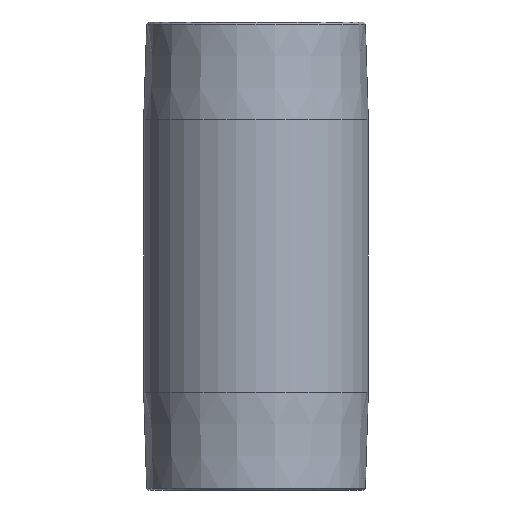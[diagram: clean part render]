
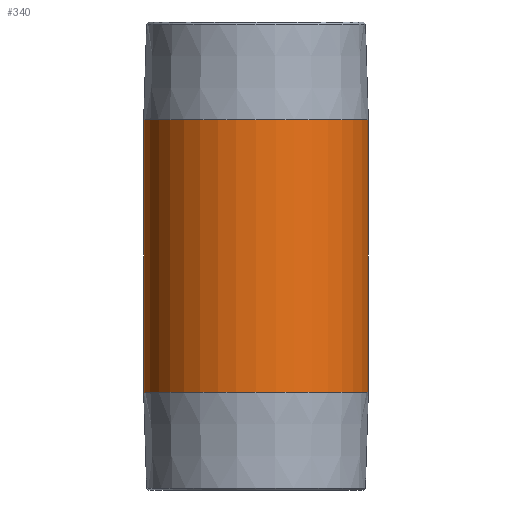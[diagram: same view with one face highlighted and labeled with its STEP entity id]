
A CAD part, front view. The second image highlights one B-rep face of the part: STEP entity #340.
In plain terms, the highlighted cylindrical face has radius 36.576 mm (diameter 73.152 mm), a partial arc.
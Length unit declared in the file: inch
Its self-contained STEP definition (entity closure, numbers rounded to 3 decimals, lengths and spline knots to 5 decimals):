
#1 = CARTESIAN_POINT ( 'NONE',  ( 0., 0., 6. ) ) ;
#10 = DIRECTION ( 'NONE',  ( -1., 0., 0. ) ) ;
#37 = CARTESIAN_POINT ( 'NONE',  ( -1.44, 0., 6. ) ) ;
#52 = VECTOR ( 'NONE', #113, 39.37008 ) ;
#81 = VERTEX_POINT ( 'NONE', #269 ) ;
#84 = VERTEX_POINT ( 'NONE', #355 ) ;
#85 = DIRECTION ( 'NONE',  ( -1., 0., 0. ) ) ;
#89 = DIRECTION ( 'NONE',  ( -1., 0., 0. ) ) ;
#92 = CARTESIAN_POINT ( 'NONE',  ( 0., 0., 4.75 ) ) ;
#113 = DIRECTION ( 'NONE',  ( 0., 0., -1. ) ) ;
#115 = CARTESIAN_POINT ( 'NONE',  ( 1.44, 0., 4.75 ) ) ;
#116 = VERTEX_POINT ( 'NONE', #477 ) ;
#122 = AXIS2_PLACEMENT_3D ( 'NONE', #1, #520, #85 ) ;
#125 = CARTESIAN_POINT ( 'NONE',  ( 0., 0., 1.25 ) ) ;
#130 = DIRECTION ( 'NONE',  ( 0., 0., -1. ) ) ;
#163 = LINE ( 'NONE', #394, #204 ) ;
#167 = ORIENTED_EDGE ( 'NONE', *, *, #476, .F. ) ;
#189 = CIRCLE ( 'NONE', #509, 1.44 ) ;
#192 = ORIENTED_EDGE ( 'NONE', *, *, #364, .F. ) ;
#204 = VECTOR ( 'NONE', #344, 39.37008 ) ;
#213 = EDGE_LOOP ( 'NONE', ( #167, #258, #348, #192 ) ) ;
#248 = VERTEX_POINT ( 'NONE', #115 ) ;
#251 = EDGE_CURVE ( 'NONE', #84, #81, #419, .T. ) ;
#258 = ORIENTED_EDGE ( 'NONE', *, *, #544, .T. ) ;
#269 = CARTESIAN_POINT ( 'NONE',  ( -1.44, 0., 1.25 ) ) ;
#281 = CYLINDRICAL_SURFACE ( 'NONE', #122, 1.44 ) ;
#293 = DIRECTION ( 'NONE',  ( 0., 0., -1. ) ) ;
#340 = ADVANCED_FACE ( 'NONE', ( #540 ), #281, .T. ) ;
#344 = DIRECTION ( 'NONE',  ( 0., 0., -1. ) ) ;
#348 = ORIENTED_EDGE ( 'NONE', *, *, #251, .T. ) ;
#355 = CARTESIAN_POINT ( 'NONE',  ( -1.44, 0., 4.75 ) ) ;
#364 = EDGE_CURVE ( 'NONE', #116, #81, #189, .T. ) ;
#389 = CIRCLE ( 'NONE', #391, 1.44 ) ;
#391 = AXIS2_PLACEMENT_3D ( 'NONE', #92, #130, #89 ) ;
#394 = CARTESIAN_POINT ( 'NONE',  ( 1.44, 0., 6. ) ) ;
#419 = LINE ( 'NONE', #37, #52 ) ;
#476 = EDGE_CURVE ( 'NONE', #248, #116, #163, .T. ) ;
#477 = CARTESIAN_POINT ( 'NONE',  ( 1.44, 0., 1.25 ) ) ;
#509 = AXIS2_PLACEMENT_3D ( 'NONE', #125, #293, #10 ) ;
#520 = DIRECTION ( 'NONE',  ( 0., 0., -1. ) ) ;
#540 = FACE_OUTER_BOUND ( 'NONE', #213, .T. ) ;
#544 = EDGE_CURVE ( 'NONE', #248, #84, #389, .T. ) ;
